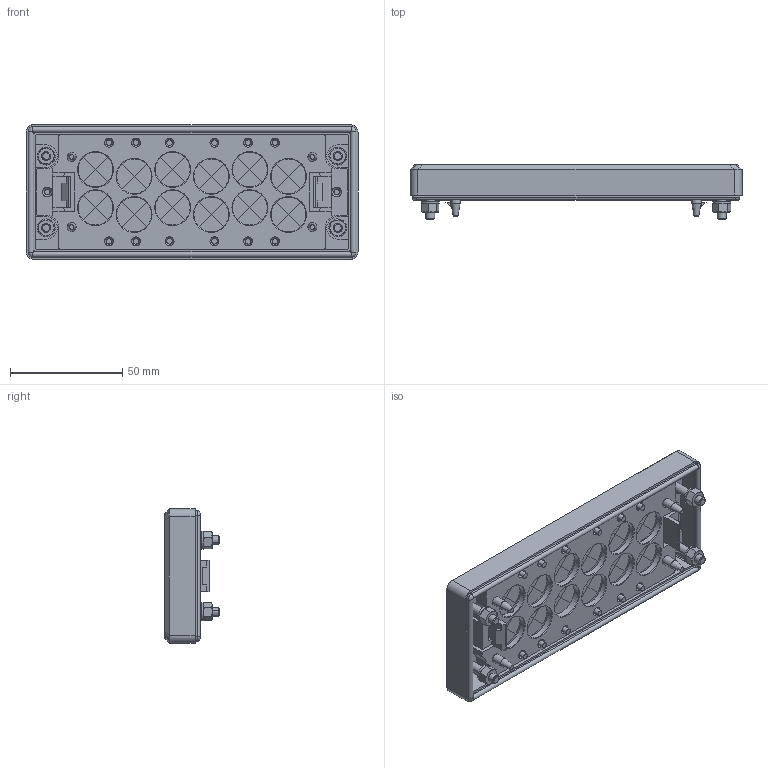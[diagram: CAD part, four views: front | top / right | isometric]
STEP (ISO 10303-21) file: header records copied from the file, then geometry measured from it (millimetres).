
FILE_DESCRIPTION (( 'STEP AP203' ), '1' );
FILE_NAME ('BRM12-1.step', '2022-05-16T15:51:56', ( '' ), ( '' ), 'SwSTEP 2.0', 'SolidWorks 2021', '' );
FILE_SCHEMA (( 'CONFIG_CONTROL_DESIGN' ));
Length unit declared in the file: millimetre
Products named in the file (1): BRM12-1
Bounding box: 148 x 24.2 x 60 mm (x, y, z)
Volume: 86298.3 mm3; surface area: 86919.7 mm2
Topology: 18 solids, 18 shells, 1205 faces, 3125 edges, 1979 vertices
Faces by surface type: cylinder 548, plane 369, cone 256, torus 24, bspline 8
Entity records: 37800 total; most frequent: CARTESIAN_POINT 7098, DIRECTION 6702, ORIENTED_EDGE 6234, EDGE_CURVE 3117, AXIS2_PLACEMENT_3D 2574, VERTEX_POINT 1979, LINE 1554, VECTOR 1554
